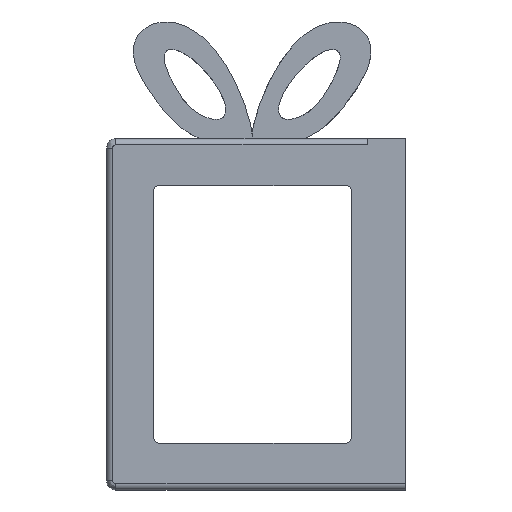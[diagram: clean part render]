
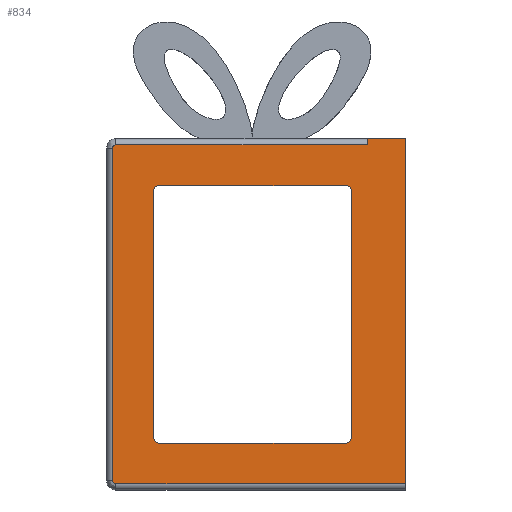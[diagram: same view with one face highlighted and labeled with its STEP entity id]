
A CAD part, top view. The second image highlights one B-rep face of the part: STEP entity #834.
In plain terms, the highlighted planar face has unit normal (0, 0, 1).
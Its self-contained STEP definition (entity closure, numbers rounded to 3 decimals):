
#31=FACE_BOUND('',#289,.T.);
#54=LINE('',#1173,#133);
#57=LINE('',#1184,#136);
#61=LINE('',#1196,#140);
#64=LINE('',#1205,#143);
#66=LINE('',#1212,#145);
#73=LINE('',#1227,#152);
#74=LINE('',#1246,#153);
#76=LINE('',#1266,#155);
#88=LINE('',#1290,#167);
#91=LINE('',#1295,#170);
#133=VECTOR('',#966,10.);
#136=VECTOR('',#977,10.);
#140=VECTOR('',#989,10.);
#143=VECTOR('',#1000,10.);
#145=VECTOR('',#1006,10.);
#152=VECTOR('',#1017,10.);
#153=VECTOR('',#1028,10.);
#155=VECTOR('',#1040,10.);
#167=VECTOR('',#1060,10.);
#170=VECTOR('',#1065,10.);
#240=FACE_OUTER_BOUND('',#288,.T.);
#288=EDGE_LOOP('',(#630,#631,#632,#633,#634,#635,#636,#637));
#289=EDGE_LOOP('',(#638,#639,#640,#641,#642,#643,#644,#645));
#329=CIRCLE('',#884,2.);
#331=CIRCLE('',#888,2.);
#333=CIRCLE('',#892,2.);
#335=CIRCLE('',#896,2.);
#339=CIRCLE('',#903,1.);
#343=CIRCLE('',#908,1.);
#356=VERTEX_POINT('',#1163);
#357=VERTEX_POINT('',#1165);
#359=VERTEX_POINT('',#1171);
#362=VERTEX_POINT('',#1178);
#363=VERTEX_POINT('',#1180);
#366=VERTEX_POINT('',#1190);
#367=VERTEX_POINT('',#1192);
#369=VERTEX_POINT('',#1201);
#370=VERTEX_POINT('',#1208);
#372=VERTEX_POINT('',#1211);
#378=VERTEX_POINT('',#1225);
#380=VERTEX_POINT('',#1238);
#382=VERTEX_POINT('',#1244);
#384=VERTEX_POINT('',#1258);
#386=VERTEX_POINT('',#1264);
#394=VERTEX_POINT('',#1289);
#430=EDGE_CURVE('',#356,#357,#329,.T.);
#434=EDGE_CURVE('',#356,#359,#54,.T.);
#437=EDGE_CURVE('',#362,#363,#331,.T.);
#439=EDGE_CURVE('',#362,#357,#57,.T.);
#443=EDGE_CURVE('',#366,#367,#333,.T.);
#445=EDGE_CURVE('',#366,#363,#61,.T.);
#449=EDGE_CURVE('',#369,#359,#335,.T.);
#450=EDGE_CURVE('',#369,#367,#64,.T.);
#453=EDGE_CURVE('',#372,#370,#66,.T.);
#461=EDGE_CURVE('',#378,#370,#73,.T.);
#463=EDGE_CURVE('',#380,#378,#339,.T.);
#466=EDGE_CURVE('',#382,#380,#74,.T.);
#469=EDGE_CURVE('',#384,#382,#343,.T.);
#472=EDGE_CURVE('',#386,#384,#76,.T.);
#485=EDGE_CURVE('',#394,#372,#88,.T.);
#488=EDGE_CURVE('',#386,#394,#91,.T.);
#630=ORIENTED_EDGE('',*,*,#461,.F.);
#631=ORIENTED_EDGE('',*,*,#463,.F.);
#632=ORIENTED_EDGE('',*,*,#466,.F.);
#633=ORIENTED_EDGE('',*,*,#469,.F.);
#634=ORIENTED_EDGE('',*,*,#472,.F.);
#635=ORIENTED_EDGE('',*,*,#488,.T.);
#636=ORIENTED_EDGE('',*,*,#485,.T.);
#637=ORIENTED_EDGE('',*,*,#453,.T.);
#638=ORIENTED_EDGE('',*,*,#445,.T.);
#639=ORIENTED_EDGE('',*,*,#437,.F.);
#640=ORIENTED_EDGE('',*,*,#439,.T.);
#641=ORIENTED_EDGE('',*,*,#430,.F.);
#642=ORIENTED_EDGE('',*,*,#434,.T.);
#643=ORIENTED_EDGE('',*,*,#449,.F.);
#644=ORIENTED_EDGE('',*,*,#450,.T.);
#645=ORIENTED_EDGE('',*,*,#443,.F.);
#798=PLANE('',#916);
#834=ADVANCED_FACE('',(#240,#31),#798,.T.);
#884=AXIS2_PLACEMENT_3D('',#1166,#959,#960);
#888=AXIS2_PLACEMENT_3D('',#1181,#972,#973);
#892=AXIS2_PLACEMENT_3D('',#1193,#984,#985);
#896=AXIS2_PLACEMENT_3D('',#1203,#996,#997);
#903=AXIS2_PLACEMENT_3D('',#1240,#1020,#1021);
#908=AXIS2_PLACEMENT_3D('',#1260,#1032,#1033);
#916=AXIS2_PLACEMENT_3D('',#1294,#1063,#1064);
#959=DIRECTION('center_axis',(0.,0.,1.));
#960=DIRECTION('ref_axis',(-0.707,-0.707,0.));
#966=DIRECTION('',(0.,1.,0.));
#972=DIRECTION('center_axis',(0.,0.,1.));
#973=DIRECTION('ref_axis',(0.707,-0.707,0.));
#977=DIRECTION('',(-1.,0.,0.));
#984=DIRECTION('center_axis',(0.,0.,1.));
#985=DIRECTION('ref_axis',(0.707,0.707,0.));
#989=DIRECTION('',(0.,-1.,0.));
#996=DIRECTION('center_axis',(0.,0.,1.));
#997=DIRECTION('ref_axis',(-0.707,0.707,0.));
#1000=DIRECTION('',(1.,0.,0.));
#1006=DIRECTION('',(0.,-1.,0.));
#1017=DIRECTION('',(1.,0.,0.));
#1020=DIRECTION('center_axis',(0.,0.,-1.));
#1021=DIRECTION('ref_axis',(-0.707,0.707,0.));
#1028=DIRECTION('',(0.,1.,0.));
#1032=DIRECTION('center_axis',(0.,0.,-1.));
#1033=DIRECTION('ref_axis',(-0.707,-0.707,0.));
#1040=DIRECTION('',(-1.,0.,0.));
#1060=DIRECTION('',(-1.,0.,0.));
#1063=DIRECTION('center_axis',(0.,0.,1.));
#1064=DIRECTION('ref_axis',(1.,0.,0.));
#1065=DIRECTION('',(0.,1.,0.));
#1163=CARTESIAN_POINT('',(-18.438,-62.812,9.));
#1165=CARTESIAN_POINT('',(-16.438,-64.812,9.));
#1166=CARTESIAN_POINT('Origin',(-16.438,-62.812,9.));
#1171=CARTESIAN_POINT('',(-18.438,15.675,9.));
#1173=CARTESIAN_POINT('',(-18.438,-64.812,9.));
#1178=CARTESIAN_POINT('',(43.,-64.812,9.));
#1180=CARTESIAN_POINT('',(45.,-62.812,9.));
#1181=CARTESIAN_POINT('Origin',(43.,-62.812,9.));
#1184=CARTESIAN_POINT('',(45.,-64.812,9.));
#1190=CARTESIAN_POINT('',(45.,15.675,9.));
#1192=CARTESIAN_POINT('',(43.,17.675,9.));
#1193=CARTESIAN_POINT('Origin',(43.,15.675,9.));
#1196=CARTESIAN_POINT('',(45.,17.675,9.));
#1201=CARTESIAN_POINT('',(-16.438,17.675,9.));
#1203=CARTESIAN_POINT('Origin',(-16.438,15.675,9.));
#1205=CARTESIAN_POINT('',(-18.438,17.675,9.));
#1208=CARTESIAN_POINT('',(50.,30.675,9.));
#1211=CARTESIAN_POINT('',(50.,32.675,9.));
#1212=CARTESIAN_POINT('',(50.,17.675,9.));
#1225=CARTESIAN_POINT('',(-30.438,30.675,9.));
#1227=CARTESIAN_POINT('',(38.356,30.675,9.));
#1238=CARTESIAN_POINT('',(-31.438,29.675,9.));
#1240=CARTESIAN_POINT('Origin',(-30.438,29.675,9.));
#1244=CARTESIAN_POINT('',(-31.438,-76.812,9.));
#1246=CARTESIAN_POINT('',(-31.438,4.553,9.));
#1258=CARTESIAN_POINT('',(-30.438,-77.812,9.));
#1260=CARTESIAN_POINT('Origin',(-30.438,-76.812,9.));
#1264=CARTESIAN_POINT('',(62.287,-77.812,9.));
#1266=CARTESIAN_POINT('',(-9.507,-77.812,9.));
#1289=CARTESIAN_POINT('',(62.287,32.675,9.));
#1290=CARTESIAN_POINT('',(57.965,32.675,9.));
#1294=CARTESIAN_POINT('Origin',(14.425,-23.569,9.));
#1295=CARTESIAN_POINT('',(62.287,-51.691,9.));
